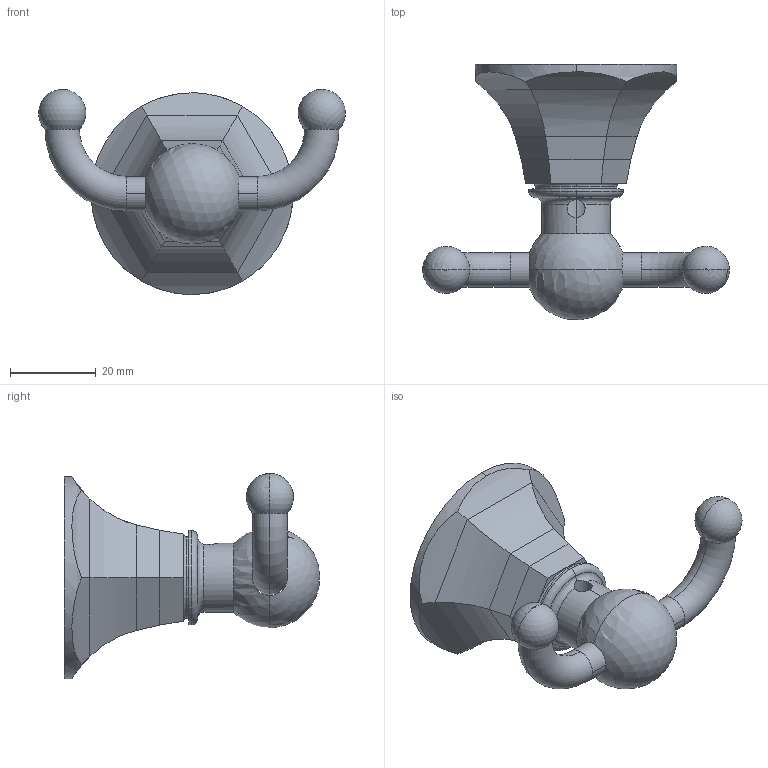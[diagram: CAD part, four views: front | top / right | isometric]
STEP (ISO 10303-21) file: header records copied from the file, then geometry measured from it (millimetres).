
FILE_DESCRIPTION((''),'2;1');
FILE_NAME('611_WEB','2010-09-29T',('project'),(''),'PRO/ENGINEER BY PARAMETRIC TECHNOLOGY CORPORATION, 2009300','PRO/ENGINEER BY PARAMETRIC TECHNOLOGY CORPORATION, 2009300','');
FILE_SCHEMA(('CONFIG_CONTROL_DESIGN'));
Length unit declared in the file: inch
Products named in the file (1): 611_WEB
Bounding box: 71.42 x 59.44 x 47.78 mm (x, y, z)
Volume: 17541.1 mm3; surface area: 12810.2 mm2
Topology: 2 solids, 2 shells, 103 faces, 265 edges, 161 vertices
Faces by surface type: cylinder 77, torus 10, plane 10, sphere 6
Entity records: 3562 total; most frequent: CARTESIAN_POINT 1164, ORIENTED_EDGE 514, DIRECTION 459, EDGE_CURVE 257, AXIS2_PLACEMENT_3D 189, VERTEX_POINT 161, EDGE_LOOP 112, FACE_OUTER_BOUND 103
